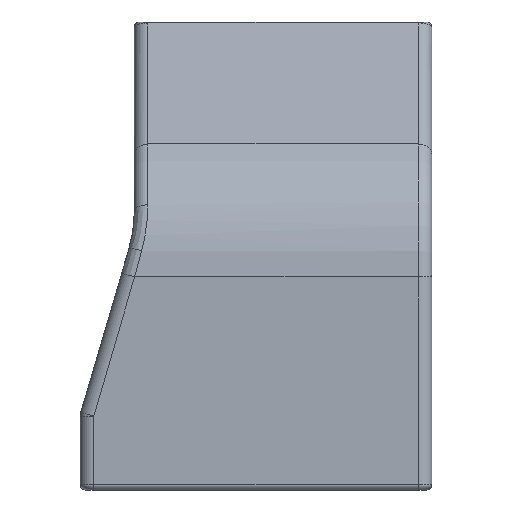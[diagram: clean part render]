
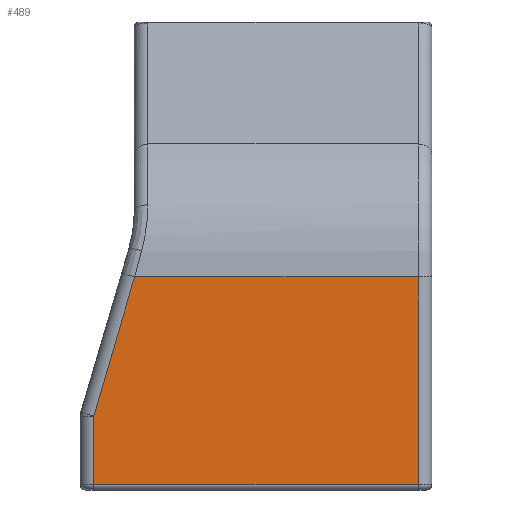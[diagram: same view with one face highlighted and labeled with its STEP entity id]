
A CAD part, front view. The second image highlights one B-rep face of the part: STEP entity #489.
In plain terms, the highlighted planar face has unit normal (0, -1, 0).
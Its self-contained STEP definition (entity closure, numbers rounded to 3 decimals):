
#31 = EDGE_CURVE ( 'NONE', #223, #2548, #457, .T. ) ;
#94 = VECTOR ( 'NONE', #3799, 1000. ) ;
#106 = DIRECTION ( 'NONE',  ( 0., 1., 0. ) ) ;
#117 = ORIENTED_EDGE ( 'NONE', *, *, #2823, .T. ) ;
#156 = VERTEX_POINT ( 'NONE', #2272 ) ;
#188 = CARTESIAN_POINT ( 'NONE',  ( -4.486, -13., -0.774 ) ) ;
#203 = EDGE_CURVE ( 'NONE', #1542, #3048, #1385, .T. ) ;
#223 = VERTEX_POINT ( 'NONE', #2005 ) ;
#263 = LINE ( 'NONE', #2616, #94 ) ;
#362 = VECTOR ( 'NONE', #1986, 1000. ) ;
#432 = ORIENTED_EDGE ( 'NONE', *, *, #203, .T. ) ;
#457 = LINE ( 'NONE', #2499, #2150 ) ;
#474 = CARTESIAN_POINT ( 'NONE',  ( -5.743, -13., -5.049 ) ) ;
#489 = ADVANCED_FACE ( 'NONE', ( #1573 ), #3321, .F. ) ;
#527 = EDGE_LOOP ( 'NONE', ( #432, #1205, #1781, #3285, #117 ) ) ;
#554 = DIRECTION ( 'NONE',  ( -0.282, 0., -0.959 ) ) ;
#662 = CARTESIAN_POINT ( 'NONE',  ( -6., -13., -8.45 ) ) ;
#753 = DIRECTION ( 'NONE',  ( 0., 0., 1. ) ) ;
#813 = CARTESIAN_POINT ( 'NONE',  ( -6., -13., -8.65 ) ) ;
#839 = LINE ( 'NONE', #474, #3009 ) ;
#1205 = ORIENTED_EDGE ( 'NONE', *, *, #1666, .T. ) ;
#1275 = VECTOR ( 'NONE', #753, 1000. ) ;
#1283 = DIRECTION ( 'NONE',  ( 0., 0., 1. ) ) ;
#1385 = LINE ( 'NONE', #813, #362 ) ;
#1542 = VERTEX_POINT ( 'NONE', #2563 ) ;
#1573 = FACE_OUTER_BOUND ( 'NONE', #527, .T. ) ;
#1666 = EDGE_CURVE ( 'NONE', #3048, #156, #263, .T. ) ;
#1781 = ORIENTED_EDGE ( 'NONE', *, *, #2608, .T. ) ;
#1986 = DIRECTION ( 'NONE',  ( 0., 0., -1. ) ) ;
#2005 = CARTESIAN_POINT ( 'NONE',  ( 6., -13., -0.774 ) ) ;
#2150 = VECTOR ( 'NONE', #3686, 1000. ) ;
#2272 = CARTESIAN_POINT ( 'NONE',  ( 6., -13., -8.45 ) ) ;
#2499 = CARTESIAN_POINT ( 'NONE',  ( 6.5, -13., -0.774 ) ) ;
#2548 = VERTEX_POINT ( 'NONE', #188 ) ;
#2563 = CARTESIAN_POINT ( 'NONE',  ( -6., -13., -5.922 ) ) ;
#2608 = EDGE_CURVE ( 'NONE', #156, #223, #3409, .T. ) ;
#2616 = CARTESIAN_POINT ( 'NONE',  ( 6.5, -13., -8.45 ) ) ;
#2754 = CARTESIAN_POINT ( 'NONE',  ( 6.5, -13., -8.65 ) ) ;
#2823 = EDGE_CURVE ( 'NONE', #2548, #1542, #839, .T. ) ;
#3009 = VECTOR ( 'NONE', #554, 1000. ) ;
#3048 = VERTEX_POINT ( 'NONE', #662 ) ;
#3112 = CARTESIAN_POINT ( 'NONE',  ( 6., -13., -0.774 ) ) ;
#3285 = ORIENTED_EDGE ( 'NONE', *, *, #31, .T. ) ;
#3321 = PLANE ( 'NONE',  #3333 ) ;
#3333 = AXIS2_PLACEMENT_3D ( 'NONE', #2754, #106, #1283 ) ;
#3409 = LINE ( 'NONE', #3112, #1275 ) ;
#3686 = DIRECTION ( 'NONE',  ( -1., 0., 0. ) ) ;
#3799 = DIRECTION ( 'NONE',  ( 1., 0., 0. ) ) ;
